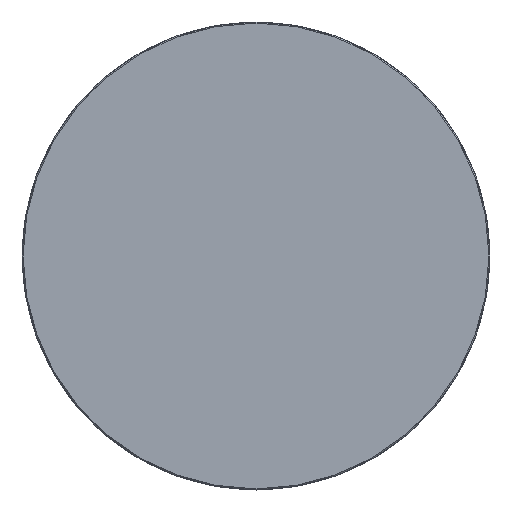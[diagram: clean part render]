
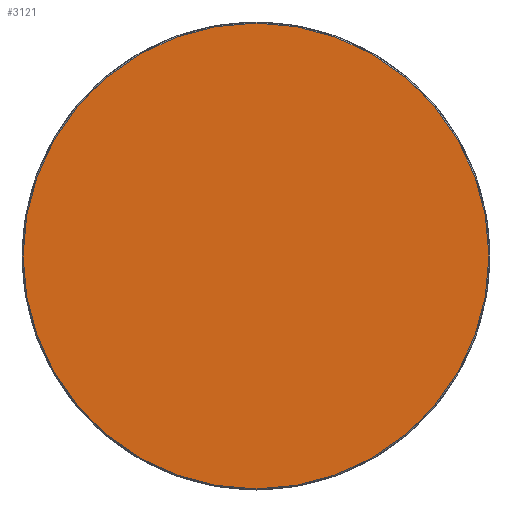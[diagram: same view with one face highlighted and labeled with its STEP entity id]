
A CAD part, left-side view. The second image highlights one B-rep face of the part: STEP entity #3121.
In plain terms, the highlighted planar face has unit normal (-1, 0, 0).
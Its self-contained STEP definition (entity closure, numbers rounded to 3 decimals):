
#167 = CARTESIAN_POINT ( 'NONE',  ( -204.1, 0., 0. ) ) ;
#549 = ORIENTED_EDGE ( 'NONE', *, *, #2118, .T. ) ;
#766 = CIRCLE ( 'NONE', #2350, 105.5 ) ;
#904 = CARTESIAN_POINT ( 'NONE',  ( -204.1, 0., 105.5 ) ) ;
#905 = VERTEX_POINT ( 'NONE', #904 ) ;
#939 = CARTESIAN_POINT ( 'NONE',  ( -204.1, 0., -105.5 ) ) ;
#971 = DIRECTION ( 'NONE',  ( -1., 0., 0. ) ) ;
#983 = ORIENTED_EDGE ( 'NONE', *, *, #3266, .T. ) ;
#992 = AXIS2_PLACEMENT_3D ( 'NONE', #1553, #971, #1279 ) ;
#1039 = EDGE_LOOP ( 'NONE', ( #983, #549 ) ) ;
#1279 = DIRECTION ( 'NONE',  ( 0., 0., -1. ) ) ;
#1482 = CIRCLE ( 'NONE', #992, 105.5 ) ;
#1553 = CARTESIAN_POINT ( 'NONE',  ( -204.1, 0., 0. ) ) ;
#2046 = PLANE ( 'NONE',  #3410 ) ;
#2083 = FACE_OUTER_BOUND ( 'NONE', #1039, .T. ) ;
#2118 = EDGE_CURVE ( 'NONE', #905, #3713, #766, .T. ) ;
#2260 = DIRECTION ( 'NONE',  ( -1., 0., 0. ) ) ;
#2350 = AXIS2_PLACEMENT_3D ( 'NONE', #167, #2260, #2850 ) ;
#2602 = CARTESIAN_POINT ( 'NONE',  ( -204.1, -106.766, 106.766 ) ) ;
#2850 = DIRECTION ( 'NONE',  ( 0., 0., -1. ) ) ;
#3121 = ADVANCED_FACE ( 'NONE', ( #2083 ), #2046, .F. ) ;
#3242 = DIRECTION ( 'NONE',  ( 1., 0., 0. ) ) ;
#3266 = EDGE_CURVE ( 'NONE', #3713, #905, #1482, .T. ) ;
#3267 = DIRECTION ( 'NONE',  ( 0., 0., -1. ) ) ;
#3410 = AXIS2_PLACEMENT_3D ( 'NONE', #2602, #3242, #3267 ) ;
#3713 = VERTEX_POINT ( 'NONE', #939 ) ;
